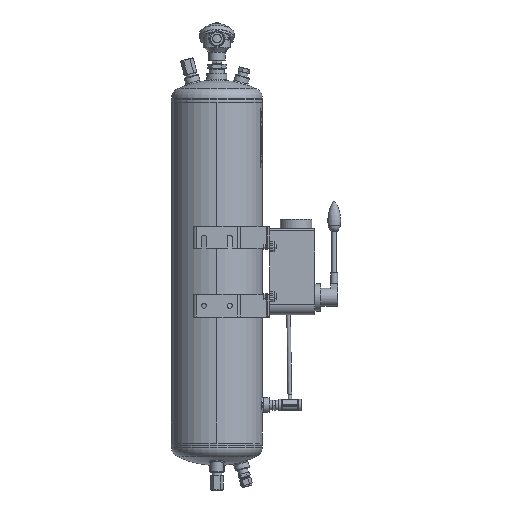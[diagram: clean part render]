
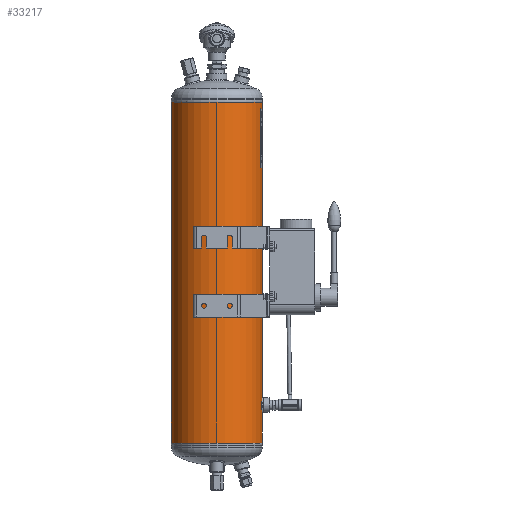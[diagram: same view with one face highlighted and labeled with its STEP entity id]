
A CAD part, left-side view. The second image highlights one B-rep face of the part: STEP entity #33217.
In plain terms, the highlighted cylindrical face has radius 100 mm (diameter 200 mm), a partial arc.
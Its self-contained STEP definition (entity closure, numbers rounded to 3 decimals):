
#2208=B_SPLINE_CURVE_WITH_KNOTS('',3,(#51976,#51977,#51978,#51979,#51980,
#51981,#51982,#51983,#51984,#51985,#51986),.UNSPECIFIED.,.T.,.F.,(1,1,1,
1,1,1,1,1,1,1,1,1,1,1,1),(-0.012,-0.008,-0.004,
0.,0.004,0.008,0.012,0.016,
0.02,0.023,0.027,0.031,
0.035,0.039,0.043),.UNSPECIFIED.);
#2209=B_SPLINE_CURVE_WITH_KNOTS('',3,(#51988,#51989,#51990,#51991,#51992,
#51993,#51994,#51995,#51996,#51997,#51998),.UNSPECIFIED.,.T.,.F.,(1,1,1,
1,1,1,1,1,1,1,1,1,1,1,1),(-0.012,-0.008,-0.004,
0.,0.004,0.008,0.012,0.016,
0.02,0.023,0.027,0.031,
0.035,0.039,0.043),.UNSPECIFIED.);
#2210=B_SPLINE_CURVE_WITH_KNOTS('',3,(#52000,#52001,#52002,#52003,#52004,
#52005,#52006,#52007,#52008,#52009,#52010,#52011,#52012,#52013,#52014,#52015,
#52016,#52017,#52018),.UNSPECIFIED.,.T.,.F.,(1,1,1,1,1,1,1,1,1,1,1,1,1,
1,1,1,1,1,1,1,1,1,1),(-0.018,-0.012,-0.006,
0.,0.006,0.012,0.018,
0.023,0.029,0.035,0.041,
0.047,0.053,0.059,0.065,
0.07,0.076,0.082,0.088,
0.094,0.1,0.106,0.112),
 .UNSPECIFIED.);
#3907=LINE('',#52020,#6020);
#3908=LINE('',#52025,#6021);
#6020=VECTOR('',#43740,1000.);
#6021=VECTOR('',#43743,1000.);
#8138=ORIENTED_EDGE('',*,*,#17800,.T.);
#8139=ORIENTED_EDGE('',*,*,#17801,.T.);
#8140=ORIENTED_EDGE('',*,*,#17802,.T.);
#8141=ORIENTED_EDGE('',*,*,#17803,.T.);
#8142=ORIENTED_EDGE('',*,*,#17804,.T.);
#8143=ORIENTED_EDGE('',*,*,#17805,.F.);
#8144=ORIENTED_EDGE('',*,*,#17806,.F.);
#17800=EDGE_CURVE('',#22631,#22631,#2208,.T.);
#17801=EDGE_CURVE('',#22632,#22632,#2209,.T.);
#17802=EDGE_CURVE('',#22633,#22633,#2210,.T.);
#17803=EDGE_CURVE('',#22634,#22635,#3907,.T.);
#17804=EDGE_CURVE('',#22635,#22636,#26065,.T.);
#17805=EDGE_CURVE('',#22637,#22636,#3908,.T.);
#17806=EDGE_CURVE('',#22634,#22637,#26066,.T.);
#22631=VERTEX_POINT('',#51987);
#22632=VERTEX_POINT('',#51999);
#22633=VERTEX_POINT('',#52019);
#22634=VERTEX_POINT('',#52021);
#22635=VERTEX_POINT('',#52022);
#22636=VERTEX_POINT('',#52024);
#22637=VERTEX_POINT('',#52026);
#26065=CIRCLE('',#40693,100.);
#26066=CIRCLE('',#40694,100.);
#27052=EDGE_LOOP('',(#8138));
#27053=EDGE_LOOP('',(#8139));
#27054=EDGE_LOOP('',(#8140));
#27055=EDGE_LOOP('',(#8141,#8142,#8143,#8144));
#29874=FACE_BOUND('',#27052,.T.);
#29875=FACE_BOUND('',#27053,.T.);
#29876=FACE_BOUND('',#27054,.T.);
#29877=FACE_BOUND('',#27055,.T.);
#32693=CYLINDRICAL_SURFACE('',#40692,100.);
#33217=ADVANCED_FACE('',(#29874,#29875,#29876,#29877),#32693,.T.);
#40692=AXIS2_PLACEMENT_3D('',#51975,#43738,#43739);
#40693=AXIS2_PLACEMENT_3D('',#52023,#43741,#43742);
#40694=AXIS2_PLACEMENT_3D('',#52027,#43744,#43745);
#43738=DIRECTION('',(0.,-1.,0.));
#43739=DIRECTION('',(0.,0.,-1.));
#43740=DIRECTION('',(0.,-1.,0.));
#43741=DIRECTION('',(0.,1.,0.));
#43742=DIRECTION('',(1.,0.,0.));
#43743=DIRECTION('',(0.,-1.,0.));
#43744=DIRECTION('',(0.,1.,0.));
#43745=DIRECTION('',(1.,0.,0.));
#51975=CARTESIAN_POINT('',(0.,750.,0.));
#51976=CARTESIAN_POINT('',(-3.915,48.922,-99.938));
#51977=CARTESIAN_POINT('',(-5.542,44.999,-99.844));
#51978=CARTESIAN_POINT('',(-3.916,41.082,-99.938));
#51979=CARTESIAN_POINT('',(-0.004,39.46,-100.031));
#51980=CARTESIAN_POINT('',(3.917,41.079,-99.938));
#51981=CARTESIAN_POINT('',(5.54,44.999,-99.844));
#51982=CARTESIAN_POINT('',(3.922,48.913,-99.937));
#51983=CARTESIAN_POINT('',(0.006,50.541,-100.031));
#51984=CARTESIAN_POINT('',(-3.915,48.922,-99.938));
#51985=CARTESIAN_POINT('',(-5.542,44.999,-99.844));
#51986=CARTESIAN_POINT('',(-3.916,41.082,-99.938));
#51987=CARTESIAN_POINT('',(-5.,45.,-99.875));
#51988=CARTESIAN_POINT('',(-3.915,158.922,-99.938));
#51989=CARTESIAN_POINT('',(-5.542,154.999,-99.844));
#51990=CARTESIAN_POINT('',(-3.916,151.082,-99.938));
#51991=CARTESIAN_POINT('',(-0.004,149.46,-100.031));
#51992=CARTESIAN_POINT('',(3.917,151.079,-99.938));
#51993=CARTESIAN_POINT('',(5.54,154.999,-99.844));
#51994=CARTESIAN_POINT('',(3.922,158.913,-99.937));
#51995=CARTESIAN_POINT('',(0.006,160.541,-100.031));
#51996=CARTESIAN_POINT('',(-3.915,158.922,-99.938));
#51997=CARTESIAN_POINT('',(-5.542,154.999,-99.844));
#51998=CARTESIAN_POINT('',(-3.916,151.082,-99.938));
#51999=CARTESIAN_POINT('',(-5.,155.,-99.875));
#52000=CARTESIAN_POINT('',(-98.994,672.42,14.208));
#52001=CARTESIAN_POINT('',(-98.806,666.495,15.395));
#52002=CARTESIAN_POINT('',(-98.993,660.6,14.214));
#52003=CARTESIAN_POINT('',(-99.436,655.617,10.88));
#52004=CARTESIAN_POINT('',(-99.878,652.286,5.9));
#52005=CARTESIAN_POINT('',(-100.061,651.109,0.009));
#52006=CARTESIAN_POINT('',(-99.879,652.279,-5.887));
#52007=CARTESIAN_POINT('',(-99.437,655.615,-10.879));
#52008=CARTESIAN_POINT('',(-98.992,660.601,-14.215));
#52009=CARTESIAN_POINT('',(-98.807,666.494,-15.391));
#52010=CARTESIAN_POINT('',(-98.992,672.387,-14.219));
#52011=CARTESIAN_POINT('',(-99.435,677.371,-10.892));
#52012=CARTESIAN_POINT('',(-99.877,680.709,-5.914));
#52013=CARTESIAN_POINT('',(-100.061,681.893,-0.013));
#52014=CARTESIAN_POINT('',(-99.878,680.72,5.889));
#52015=CARTESIAN_POINT('',(-99.437,677.387,10.874));
#52016=CARTESIAN_POINT('',(-98.994,672.42,14.208));
#52017=CARTESIAN_POINT('',(-98.806,666.495,15.395));
#52018=CARTESIAN_POINT('',(-98.993,660.6,14.214));
#52019=CARTESIAN_POINT('',(-98.869,666.5,15.));
#52020=CARTESIAN_POINT('',(0.254,801.561,100.));
#52021=CARTESIAN_POINT('',(0.254,750.,100.));
#52022=CARTESIAN_POINT('',(0.254,0.,100.));
#52023=CARTESIAN_POINT('',(0.,0.,0.));
#52024=CARTESIAN_POINT('',(-0.254,0.,100.));
#52025=CARTESIAN_POINT('',(-0.254,801.561,100.));
#52026=CARTESIAN_POINT('',(-0.254,750.,100.));
#52027=CARTESIAN_POINT('',(0.,750.,0.));
